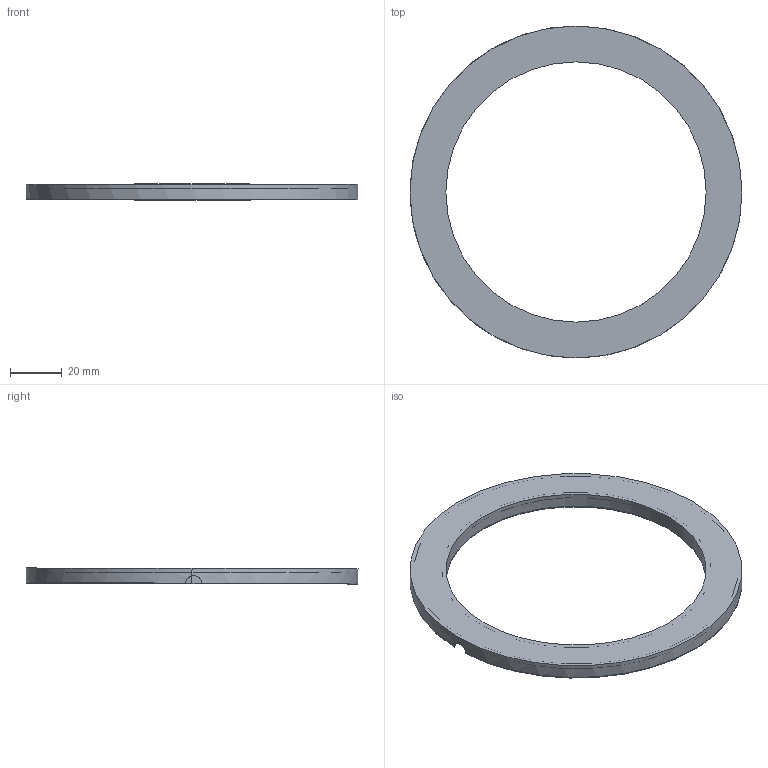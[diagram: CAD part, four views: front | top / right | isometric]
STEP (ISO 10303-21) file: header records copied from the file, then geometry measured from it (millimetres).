
FILE_DESCRIPTION(('STEP AP214'),'1');
FILE_NAME('Rogowskiupper.stp','2014-03-21T22:35:42',('Simon Woodruff'),('Woodruff Scientific Inc'),'Spatial InterOp 3D',' ',' ');
FILE_SCHEMA(('automotive_design'));
Length unit declared in the file: inch
Products named in the file (1): ACIS Solid_5134
Bounding box: 128.08 x 128.09 x 6.19 mm (x, y, z)
Volume: 3384.4 mm3; surface area: 17566.2 mm2
Topology: 1 solids, 1 shells, 30 faces, 71 edges, 46 vertices
Faces by surface type: cylinder 18, plane 8, cone 4
Entity records: 1241 total; most frequent: CARTESIAN_POINT 262, DIRECTION 159, ORIENTED_EDGE 142, EDGE_CURVE 71, AXIS2_PLACEMENT_3D 67, VERTEX_POINT 46, CIRCLE 36, EDGE_LOOP 35
